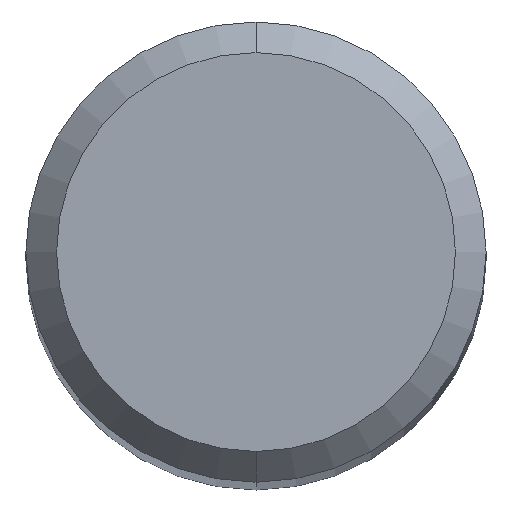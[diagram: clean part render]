
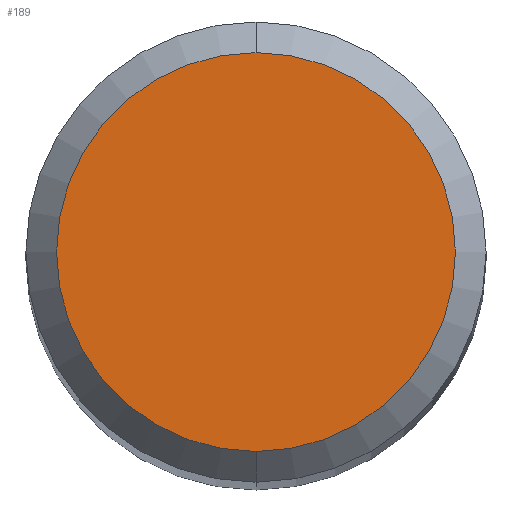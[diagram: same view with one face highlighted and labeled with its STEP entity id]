
A CAD part, top view. The second image highlights one B-rep face of the part: STEP entity #189.
In plain terms, the highlighted planar face has unit normal (0, 0, 1).
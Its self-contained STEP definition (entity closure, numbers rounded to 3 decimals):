
#189=ADVANCED_FACE('',(#484),#485,.T.);
#203=EDGE_CURVE('',#265,#329,#499,.T.);
#265=VERTEX_POINT('',#567);
#275=EDGE_CURVE('',#329,#265,#578,.T.);
#329=VERTEX_POINT('',#633);
#484=FACE_OUTER_BOUND('',#830,.T.);
#485=PLANE('',#831);
#499=CIRCLE('',#862,2.6);
#567=CARTESIAN_POINT('',(0.0,2.6,0.0));
#578=CIRCLE('',#988,2.6);
#633=CARTESIAN_POINT('',(0.,-2.6,0.0));
#830=EDGE_LOOP('',(#1409,#1410));
#831=AXIS2_PLACEMENT_3D('',#1411,#1412,#1413);
#862=AXIS2_PLACEMENT_3D('',#1420,#1421,#1422);
#988=AXIS2_PLACEMENT_3D('',#1523,#1524,#1525);
#1409=ORIENTED_EDGE('',*,*,#203,.F.);
#1410=ORIENTED_EDGE('',*,*,#275,.F.);
#1411=CARTESIAN_POINT('',(0.0,1.3,0.0));
#1412=DIRECTION('',(-0.0,0.0,1.0));
#1413=DIRECTION('',(0.0,-1.0,0.0));
#1420=CARTESIAN_POINT('',(0.0,0.0,0.0));
#1421=DIRECTION('',(0.0,0.0,-1.0));
#1422=DIRECTION('',(0.0,1.0,0.0));
#1523=CARTESIAN_POINT('',(0.0,0.0,0.0));
#1524=DIRECTION('',(0.0,0.0,-1.0));
#1525=DIRECTION('',(0.0,1.0,0.0));
